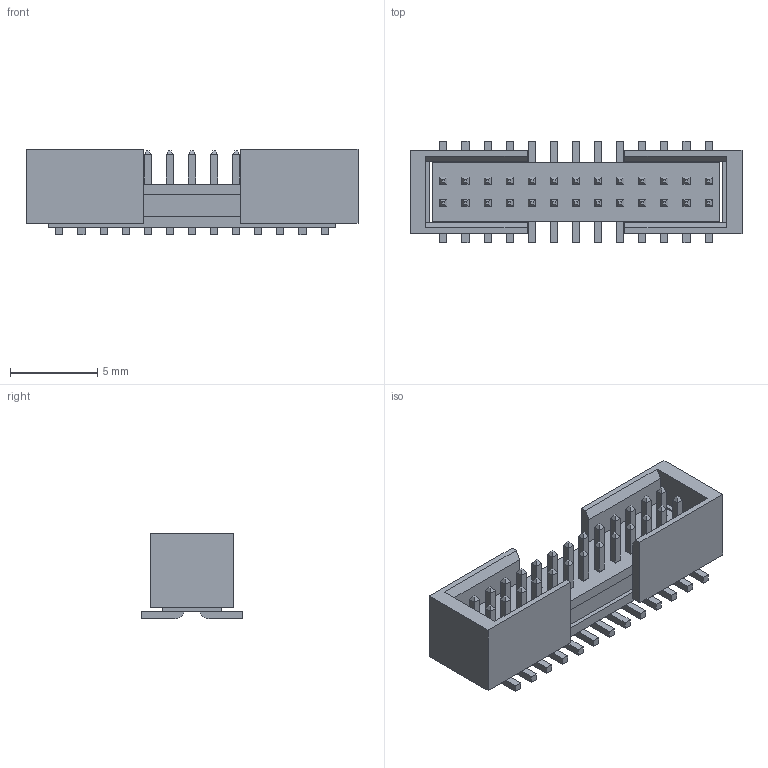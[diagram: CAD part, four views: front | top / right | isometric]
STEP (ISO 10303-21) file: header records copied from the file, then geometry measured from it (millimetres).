
FILE_DESCRIPTION((''),'2;1');
FILE_NAME('SAMTEC_FTSH-113-02-F-DV-ES.stp','2015-06-12T10:40:15',(''),(''),'Mechanical Desktop 2011','Mechanical Desktop 2011',', , ');
FILE_SCHEMA(('AUTOMOTIVE_DESIGN { 1 2 10303 214 1 1 1 1 }'));
Length unit declared in the file: millimetre
Products named in the file (1): Product
Bounding box: 19.08 x 5.84 x 4.93 mm (x, y, z)
Volume: 283.3 mm3; surface area: 1026.5 mm2
Topology: 5 solids, 5 shells, 572 faces, 1582 edges, 1020 vertices
Faces by surface type: plane 546, cylinder 26
Entity records: 17925 total; most frequent: CARTESIAN_POINT 3175, ORIENTED_EDGE 3164, DIRECTION 2780, EDGE_CURVE 1582, VECTOR 1530, LINE 1530, VERTEX_POINT 1020, AXIS2_PLACEMENT_3D 625
